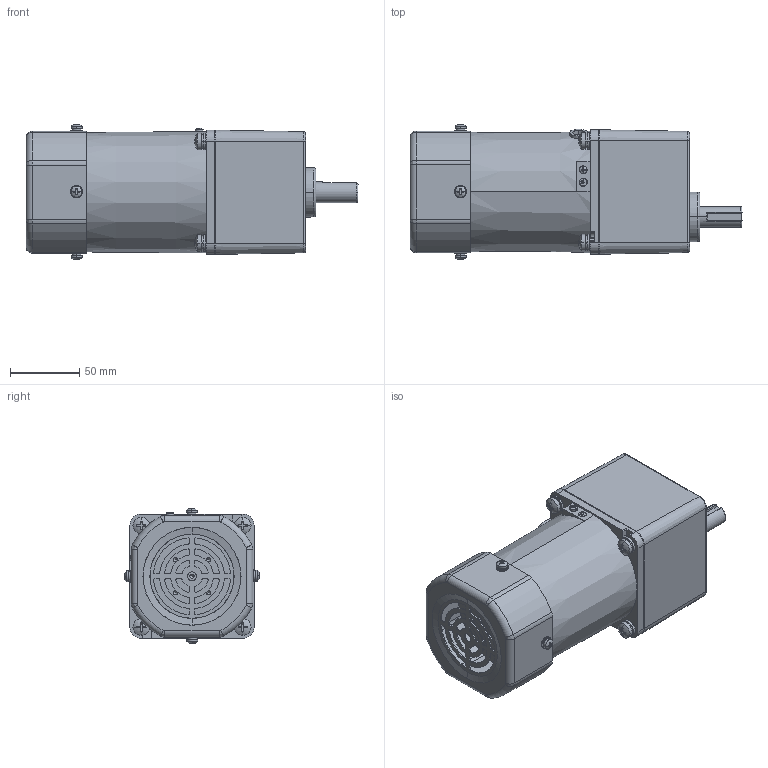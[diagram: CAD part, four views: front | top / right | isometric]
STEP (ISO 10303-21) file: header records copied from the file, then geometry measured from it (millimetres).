
FILE_DESCRIPTION (( 'STEP AP203' ), '1' );
FILE_NAME ('5IK60RGU-CF(5GU3KB-200KB).STEP', '2020-04-10T00:32:49', ( 'Windows 蚚誧' ), ( '' ), 'SwSTEP 2.0', 'SolidWorks 2019', '' );
FILE_SCHEMA (( 'CONFIG_CONTROL_DESIGN' ));
Length unit declared in the file: millimetre
Products named in the file (7): 5IK60RA-CF; 5IK60RGU-CF(5GU3KB-200KB); 90TSFZ; 5IK40A-C.stp; 5IK40A-C; 5GU3KB-200KB; M3
Assembly tree (6 placements, depth 4):
  5IK60RGU-CF(5GU3KB-200KB)
    5IK60RA-CF
      5IK40A-C
        5IK40A-C.stp
        M3
      90TSFZ
    5GU3KB-200KB
Bounding box: 240.5 x 98.11 x 98.11 mm (x, y, z)
Volume: 1165778.4 mm3; surface area: 141769.9 mm2
Topology: 32 solids, 32 shells, 1027 faces, 2611 edges, 1669 vertices
Faces by surface type: cylinder 429, plane 359, cone 128, torus 55, sphere 38, bspline 18
Entity records: 32625 total; most frequent: CARTESIAN_POINT 6181, DIRECTION 5880, ORIENTED_EDGE 5170, EDGE_CURVE 2585, AXIS2_PLACEMENT_3D 2392, VERTEX_POINT 1669, CIRCLE 1372, EDGE_LOOP 1140
